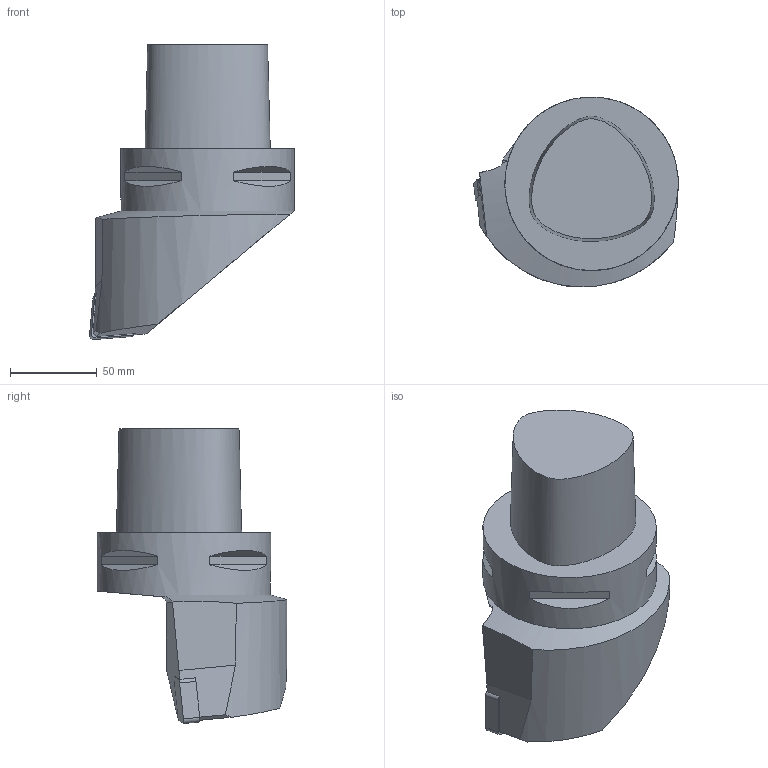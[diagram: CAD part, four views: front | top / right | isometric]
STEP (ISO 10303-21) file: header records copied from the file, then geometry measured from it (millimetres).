
FILE_DESCRIPTION(/* description */ (''),/* implementation_level */ '2;1');
FILE_NAME(/* name */ 'C10-PCLNR-68110-25.stp',/* time_stamp */ '2018-02-15T16:18:51+06:00',/* author */ (''),/* organization */ (''),/* preprocessor_version */ 'ST-DEVELOPER v16',/* originating_system */ 'SIEMENS PLM Software NX 11.0',/* authorisation */ '');
FILE_SCHEMA (('AUTOMOTIVE_DESIGN { 1 0 10303 214 3 1 1 1 }'));
Length unit declared in the file: millimetre
Products named in the file (1): C10-PCLNR-68110-25
Bounding box: 117.98 x 109.28 x 169.99 mm (x, y, z)
Volume: 791517.2 mm3; surface area: 68161.2 mm2
Topology: 3 solids, 3 shells, 43 faces, 98 edges, 65 vertices
Faces by surface type: plane 33, cylinder 8, cone 1, bspline 1
Full cylindrical faces by diameter (mm): 100 x1
Entity records: 3917 total; most frequent: CARTESIAN_POINT 2878, DIRECTION 207, ORIENTED_EDGE 190, EDGE_CURVE 95, AXIS2_PLACEMENT_3D 75, VERTEX_POINT 64, LINE 57, VECTOR 57
